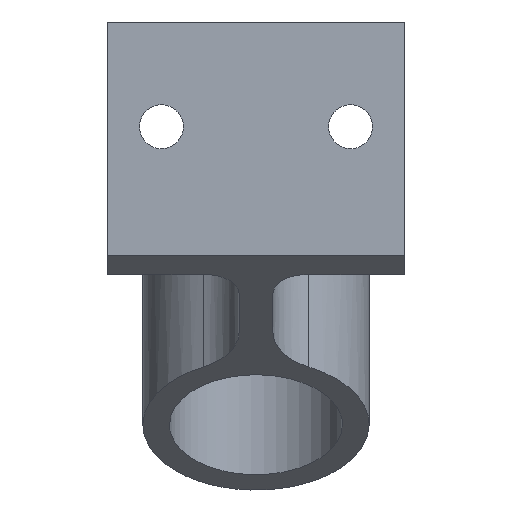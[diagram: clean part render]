
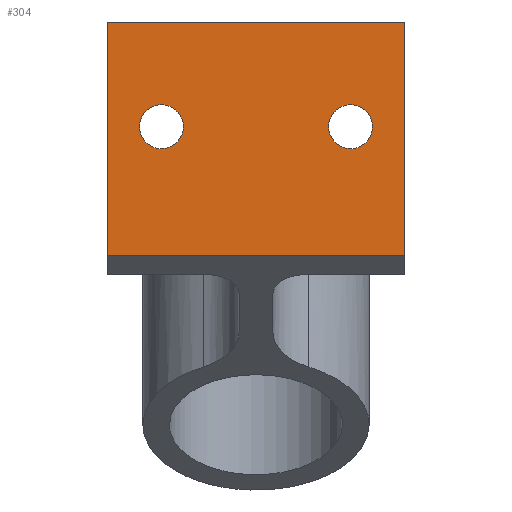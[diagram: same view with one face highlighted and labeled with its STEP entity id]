
A CAD part, front view. The second image highlights one B-rep face of the part: STEP entity #304.
In plain terms, the highlighted planar face has unit normal (0, -1, 0).
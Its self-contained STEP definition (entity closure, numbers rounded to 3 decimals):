
#10 = VERTEX_POINT ( 'NONE', #542 ) ;
#26 = EDGE_CURVE ( 'NONE', #10, #78, #517, .T. ) ;
#78 = VERTEX_POINT ( 'NONE', #695 ) ;
#80 = EDGE_CURVE ( 'NONE', #90, #92, #696, .T. ) ;
#90 = VERTEX_POINT ( 'NONE', #678 ) ;
#92 = VERTEX_POINT ( 'NONE', #715 ) ;
#216 = EDGE_CURVE ( 'NONE', #224, #218, #679, .T. ) ;
#218 = VERTEX_POINT ( 'NONE', #680 ) ;
#219 = ORIENTED_EDGE ( 'NONE', *, *, #302, .T. ) ;
#224 = VERTEX_POINT ( 'NONE', #657 ) ;
#256 = EDGE_LOOP ( 'NONE', ( #310, #257 ) ) ;
#257 = ORIENTED_EDGE ( 'NONE', *, *, #26, .F. ) ;
#282 = VERTEX_POINT ( 'NONE', #786 ) ;
#283 = EDGE_CURVE ( 'NONE', #224, #282, #766, .T. ) ;
#284 = ORIENTED_EDGE ( 'NONE', *, *, #216, .T. ) ;
#290 = EDGE_CURVE ( 'NONE', #92, #90, #876, .T. ) ;
#298 = EDGE_CURVE ( 'NONE', #78, #10, #797, .T. ) ;
#299 = EDGE_LOOP ( 'NONE', ( #300, #284, #219, #391 ) ) ;
#300 = ORIENTED_EDGE ( 'NONE', *, *, #283, .F. ) ;
#301 = ORIENTED_EDGE ( 'NONE', *, *, #80, .F. ) ;
#302 = EDGE_CURVE ( 'NONE', #218, #372, #903, .T. ) ;
#304 = ADVANCED_FACE ( 'NONE', ( #799, #904, #894 ), #859, .T. ) ;
#310 = ORIENTED_EDGE ( 'NONE', *, *, #298, .F. ) ;
#372 = VERTEX_POINT ( 'NONE', #971 ) ;
#373 = ORIENTED_EDGE ( 'NONE', *, *, #290, .F. ) ;
#390 = EDGE_CURVE ( 'NONE', #282, #372, #952, .T. ) ;
#391 = ORIENTED_EDGE ( 'NONE', *, *, #390, .F. ) ;
#392 = EDGE_LOOP ( 'NONE', ( #373, #301 ) ) ;
#514 = DIRECTION ( 'NONE',  ( 1., 0., 0. ) ) ;
#515 = DIRECTION ( 'NONE',  ( 0., -1., 0. ) ) ;
#516 = CARTESIAN_POINT ( 'NONE',  ( 14., -43.5, -15.5 ) ) ;
#517 = CIRCLE ( 'NONE', #577, 3.25 ) ;
#542 = CARTESIAN_POINT ( 'NONE',  ( 10.75, -43.5, -15.5 ) ) ;
#577 = AXIS2_PLACEMENT_3D ( 'NONE', #516, #515, #514 ) ;
#653 = DIRECTION ( 'NONE',  ( 1., 0., 0. ) ) ;
#654 = VECTOR ( 'NONE', #653, 1000. ) ;
#655 = CARTESIAN_POINT ( 'NONE',  ( -22., -43.5, -34.5 ) ) ;
#657 = CARTESIAN_POINT ( 'NONE',  ( -22., -43.5, -34.5 ) ) ;
#678 = CARTESIAN_POINT ( 'NONE',  ( -17.25, -43.5, -15.5 ) ) ;
#679 = LINE ( 'NONE', #655, #654 ) ;
#680 = CARTESIAN_POINT ( 'NONE',  ( 22., -43.5, -34.5 ) ) ;
#695 = CARTESIAN_POINT ( 'NONE',  ( 17.25, -43.5, -15.5 ) ) ;
#696 = CIRCLE ( 'NONE', #720, 3.25 ) ;
#715 = CARTESIAN_POINT ( 'NONE',  ( -10.75, -43.5, -15.5 ) ) ;
#717 = DIRECTION ( 'NONE',  ( 1., 0., 0. ) ) ;
#718 = DIRECTION ( 'NONE',  ( 0., -1., 0. ) ) ;
#719 = CARTESIAN_POINT ( 'NONE',  ( -14., -43.5, -15.5 ) ) ;
#720 = AXIS2_PLACEMENT_3D ( 'NONE', #719, #718, #717 ) ;
#766 = LINE ( 'NONE', #880, #879 ) ;
#786 = CARTESIAN_POINT ( 'NONE',  ( -22., -43.5, 0. ) ) ;
#793 = AXIS2_PLACEMENT_3D ( 'NONE', #895, #890, #889 ) ;
#794 = DIRECTION ( 'NONE',  ( 1., 0., 0. ) ) ;
#795 = DIRECTION ( 'NONE',  ( 0., -1., 0. ) ) ;
#796 = CARTESIAN_POINT ( 'NONE',  ( 14., -43.5, -15.5 ) ) ;
#797 = CIRCLE ( 'NONE', #860, 3.25 ) ;
#799 = FACE_BOUND ( 'NONE', #392, .T. ) ;
#859 = PLANE ( 'NONE',  #793 ) ;
#860 = AXIS2_PLACEMENT_3D ( 'NONE', #796, #795, #794 ) ;
#872 = DIRECTION ( 'NONE',  ( 1., 0., 0. ) ) ;
#873 = DIRECTION ( 'NONE',  ( 0., -1., 0. ) ) ;
#874 = CARTESIAN_POINT ( 'NONE',  ( -14., -43.5, -15.5 ) ) ;
#875 = AXIS2_PLACEMENT_3D ( 'NONE', #874, #873, #872 ) ;
#876 = CIRCLE ( 'NONE', #875, 3.25 ) ;
#878 = DIRECTION ( 'NONE',  ( 0., 0., 1. ) ) ;
#879 = VECTOR ( 'NONE', #878, 1000. ) ;
#880 = CARTESIAN_POINT ( 'NONE',  ( -22., -43.5, -80. ) ) ;
#889 = DIRECTION ( 'NONE',  ( 0., 0., -1. ) ) ;
#890 = DIRECTION ( 'NONE',  ( 0., -1., 0. ) ) ;
#894 = FACE_OUTER_BOUND ( 'NONE', #299, .T. ) ;
#895 = CARTESIAN_POINT ( 'NONE',  ( 22., -43.5, -80. ) ) ;
#900 = DIRECTION ( 'NONE',  ( 0., 0., 1. ) ) ;
#901 = VECTOR ( 'NONE', #900, 1000. ) ;
#902 = CARTESIAN_POINT ( 'NONE',  ( 22., -43.5, -80. ) ) ;
#903 = LINE ( 'NONE', #902, #901 ) ;
#904 = FACE_BOUND ( 'NONE', #256, .T. ) ;
#949 = DIRECTION ( 'NONE',  ( 1., 0., 0. ) ) ;
#950 = VECTOR ( 'NONE', #949, 1000. ) ;
#951 = CARTESIAN_POINT ( 'NONE',  ( 22., -43.5, 0. ) ) ;
#952 = LINE ( 'NONE', #951, #950 ) ;
#971 = CARTESIAN_POINT ( 'NONE',  ( 22., -43.5, 0. ) ) ;
